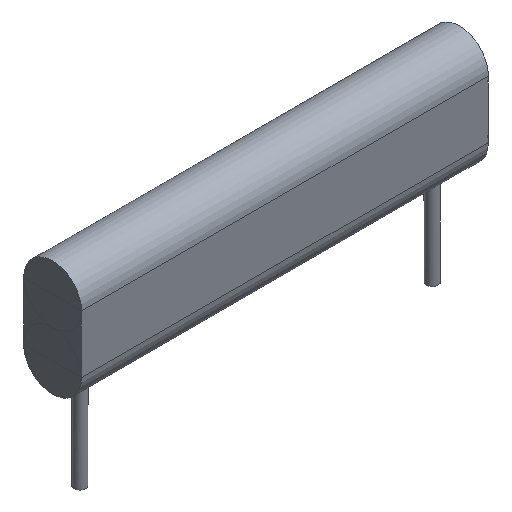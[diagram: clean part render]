
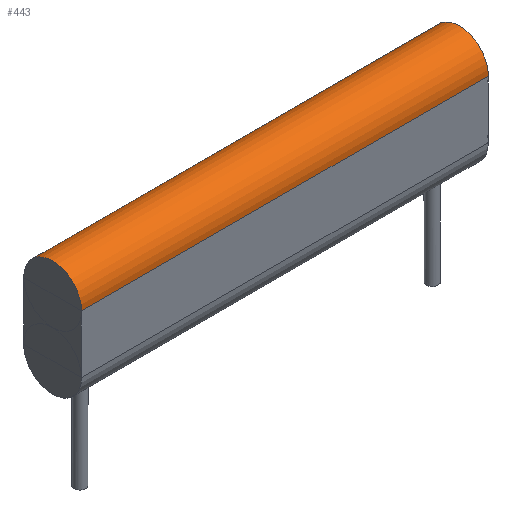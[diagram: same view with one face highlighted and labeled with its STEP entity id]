
A CAD part, isometric view. The second image highlights one B-rep face of the part: STEP entity #443.
In plain terms, the highlighted cylindrical face has radius 1.25 mm (diameter 2.5 mm), a partial arc.
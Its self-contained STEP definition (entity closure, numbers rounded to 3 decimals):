
#303 = VERTEX_POINT('',#304);
#304 = CARTESIAN_POINT('',(-8.8,1.25,4.25));
#310 = EDGE_CURVE('',#303,#311,#313,.T.);
#311 = VERTEX_POINT('',#312);
#312 = CARTESIAN_POINT('',(8.8,1.25,4.25));
#313 = LINE('',#314,#315);
#314 = CARTESIAN_POINT('',(-8.8,1.25,4.25));
#315 = VECTOR('',#316,1.);
#316 = DIRECTION('',(1.,0.,0.));
#376 = VERTEX_POINT('',#377);
#377 = CARTESIAN_POINT('',(-8.8,-1.25,4.25));
#383 = EDGE_CURVE('',#376,#384,#386,.T.);
#384 = VERTEX_POINT('',#385);
#385 = CARTESIAN_POINT('',(8.8,-1.25,4.25));
#386 = LINE('',#387,#388);
#387 = CARTESIAN_POINT('',(-8.8,-1.25,4.25));
#388 = VECTOR('',#389,1.);
#389 = DIRECTION('',(1.,0.,0.));
#443 = ADVANCED_FACE('',(#444),#462,.T.);
#444 = FACE_BOUND('',#445,.T.);
#445 = EDGE_LOOP('',(#446,#453,#454,#461));
#446 = ORIENTED_EDGE('',*,*,#447,.F.);
#447 = EDGE_CURVE('',#311,#384,#448,.T.);
#448 = CIRCLE('',#449,1.25);
#449 = AXIS2_PLACEMENT_3D('',#450,#451,#452);
#450 = CARTESIAN_POINT('',(8.8,0.,4.25));
#451 = DIRECTION('',(1.,-0.,0.));
#452 = DIRECTION('',(0.,0.,-1.));
#453 = ORIENTED_EDGE('',*,*,#310,.F.);
#454 = ORIENTED_EDGE('',*,*,#455,.T.);
#455 = EDGE_CURVE('',#303,#376,#456,.T.);
#456 = CIRCLE('',#457,1.25);
#457 = AXIS2_PLACEMENT_3D('',#458,#459,#460);
#458 = CARTESIAN_POINT('',(-8.8,0.,4.25));
#459 = DIRECTION('',(1.,-0.,0.));
#460 = DIRECTION('',(0.,0.,-1.));
#461 = ORIENTED_EDGE('',*,*,#383,.T.);
#462 = CYLINDRICAL_SURFACE('',#463,1.25);
#463 = AXIS2_PLACEMENT_3D('',#464,#465,#466);
#464 = CARTESIAN_POINT('',(-8.8,0.,4.25));
#465 = DIRECTION('',(1.,0.,0.));
#466 = DIRECTION('',(0.,0.,-1.));
